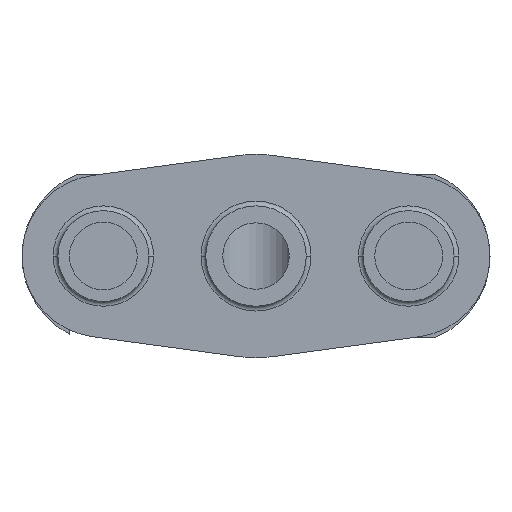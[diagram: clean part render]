
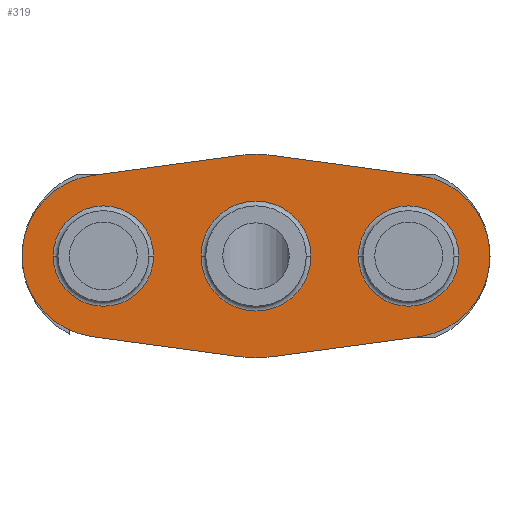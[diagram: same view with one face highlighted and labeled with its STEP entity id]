
A CAD part, front view. The second image highlights one B-rep face of the part: STEP entity #319.
In plain terms, the highlighted planar face has unit normal (0, -1, 0).
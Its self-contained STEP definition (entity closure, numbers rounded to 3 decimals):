
#29 = AXIS2_PLACEMENT_3D ( 'NONE', #1674, #157, #1913 ) ;
#46 = CARTESIAN_POINT ( 'NONE',  ( 14.95, -1.25, 0. ) ) ;
#66 = VECTOR ( 'NONE', #2663, 1000. ) ;
#93 = AXIS2_PLACEMENT_3D ( 'NONE', #869, #2501, #1130 ) ;
#104 = EDGE_CURVE ( 'NONE', #2318, #2853, #747, .T. ) ;
#115 = CARTESIAN_POINT ( 'NONE',  ( 11.25, -1.25, 0. ) ) ;
#157 = DIRECTION ( 'NONE',  ( 0., -1., 0. ) ) ;
#212 = DIRECTION ( 'NONE',  ( 0., 1., 0. ) ) ;
#239 = DIRECTION ( 'NONE',  ( 0., 1., 0. ) ) ;
#249 = EDGE_CURVE ( 'NONE', #1374, #1702, #789, .T. ) ;
#255 = DIRECTION ( 'NONE',  ( 0., 0., -1. ) ) ;
#257 = DIRECTION ( 'NONE',  ( 0., 1., 0. ) ) ;
#270 = CARTESIAN_POINT ( 'NONE',  ( -7.55, -1.25, 0. ) ) ;
#286 = CIRCLE ( 'NONE', #93, 4.05 ) ;
#300 = CIRCLE ( 'NONE', #710, 9. ) ;
#319 = ADVANCED_FACE ( 'NONE', ( #1108, #1282, #3035, #2055 ), #996, .T. ) ;
#333 = EDGE_CURVE ( 'NONE', #2857, #1866, #1015, .T. ) ;
#343 = LINE ( 'NONE', #1272, #393 ) ;
#349 = CIRCLE ( 'NONE', #2347, 6. ) ;
#366 = ORIENTED_EDGE ( 'NONE', *, *, #2361, .F. ) ;
#392 = DIRECTION ( 'NONE',  ( 0., 0., -1. ) ) ;
#393 = VECTOR ( 'NONE', #3098, 1000. ) ;
#420 = CARTESIAN_POINT ( 'NONE',  ( -4.05, -1.25, 0. ) ) ;
#440 = CIRCLE ( 'NONE', #2964, 9. ) ;
#441 = AXIS2_PLACEMENT_3D ( 'NONE', #2829, #1475, #3059 ) ;
#462 = DIRECTION ( 'NONE',  ( 0., -1., 0. ) ) ;
#471 = DIRECTION ( 'NONE',  ( 0., 0., -1. ) ) ;
#474 = EDGE_CURVE ( 'NONE', #1852, #1522, #2537, .T. ) ;
#562 = LINE ( 'NONE', #1516, #574 ) ;
#574 = VECTOR ( 'NONE', #790, 1000. ) ;
#621 = AXIS2_PLACEMENT_3D ( 'NONE', #728, #1950, #471 ) ;
#645 = CARTESIAN_POINT ( 'NONE',  ( 1.211, -1.25, 7.418 ) ) ;
#710 = AXIS2_PLACEMENT_3D ( 'NONE', #1771, #257, #2003 ) ;
#728 = CARTESIAN_POINT ( 'NONE',  ( 0., -1.25, -1.5 ) ) ;
#743 = CARTESIAN_POINT ( 'NONE',  ( -1.211, -1.25, -7.418 ) ) ;
#747 = CIRCLE ( 'NONE', #1357, 3.7 ) ;
#789 = CIRCLE ( 'NONE', #2583, 4.05 ) ;
#790 = DIRECTION ( 'NONE',  ( 0.991, 0., 0.135 ) ) ;
#801 = EDGE_CURVE ( 'NONE', #1358, #2206, #300, .T. ) ;
#818 = CIRCLE ( 'NONE', #1933, 3.7 ) ;
#869 = CARTESIAN_POINT ( 'NONE',  ( 0., -1.25, 0. ) ) ;
#976 = DIRECTION ( 'NONE',  ( 0., -1., 0. ) ) ;
#996 = PLANE ( 'NONE',  #621 ) ;
#1010 = EDGE_CURVE ( 'NONE', #1702, #1374, #286, .T. ) ;
#1015 = CIRCLE ( 'NONE', #441, 6. ) ;
#1021 = CARTESIAN_POINT ( 'NONE',  ( -11.25, -1.25, 0. ) ) ;
#1024 = CIRCLE ( 'NONE', #2819, 9. ) ;
#1031 = ORIENTED_EDGE ( 'NONE', *, *, #1189, .F. ) ;
#1036 = ORIENTED_EDGE ( 'NONE', *, *, #1386, .F. ) ;
#1052 = CARTESIAN_POINT ( 'NONE',  ( -1.211, -1.25, 7.418 ) ) ;
#1077 = VERTEX_POINT ( 'NONE', #2941 ) ;
#1108 = FACE_BOUND ( 'NONE', #2507, .T. ) ;
#1114 = ORIENTED_EDGE ( 'NONE', *, *, #801, .F. ) ;
#1130 = DIRECTION ( 'NONE',  ( 0., 0., -1. ) ) ;
#1136 = DIRECTION ( 'NONE',  ( 0.991, 0., -0.135 ) ) ;
#1161 = VECTOR ( 'NONE', #1136, 1000. ) ;
#1189 = EDGE_CURVE ( 'NONE', #2853, #2318, #3060, .T. ) ;
#1253 = DIRECTION ( 'NONE',  ( 0., 0., -1. ) ) ;
#1272 = CARTESIAN_POINT ( 'NONE',  ( 12.057, -1.25, -5.945 ) ) ;
#1282 = FACE_BOUND ( 'NONE', #2058, .T. ) ;
#1288 = CARTESIAN_POINT ( 'NONE',  ( -1.211, -1.25, -7.418 ) ) ;
#1343 = EDGE_CURVE ( 'NONE', #2546, #1077, #2676, .T. ) ;
#1357 = AXIS2_PLACEMENT_3D ( 'NONE', #115, #1882, #392 ) ;
#1358 = VERTEX_POINT ( 'NONE', #3065 ) ;
#1374 = VERTEX_POINT ( 'NONE', #3077 ) ;
#1386 = EDGE_CURVE ( 'NONE', #1522, #1704, #349, .T. ) ;
#1420 = EDGE_CURVE ( 'NONE', #1866, #1784, #343, .T. ) ;
#1436 = EDGE_LOOP ( 'NONE', ( #2775, #1961, #1036, #2138, #1470, #2918, #2989, #1445, #1114 ) ) ;
#1445 = ORIENTED_EDGE ( 'NONE', *, *, #2152, .F. ) ;
#1470 = ORIENTED_EDGE ( 'NONE', *, *, #2409, .F. ) ;
#1475 = DIRECTION ( 'NONE',  ( 0., 1., 0. ) ) ;
#1516 = CARTESIAN_POINT ( 'NONE',  ( -12.057, -1.25, 5.945 ) ) ;
#1522 = VERTEX_POINT ( 'NONE', #2944 ) ;
#1578 = EDGE_LOOP ( 'NONE', ( #1958, #1747 ) ) ;
#1661 = ORIENTED_EDGE ( 'NONE', *, *, #104, .F. ) ;
#1674 = CARTESIAN_POINT ( 'NONE',  ( 11.25, -1.25, 0. ) ) ;
#1697 = CARTESIAN_POINT ( 'NONE',  ( 1.211, -1.25, -7.418 ) ) ;
#1702 = VERTEX_POINT ( 'NONE', #420 ) ;
#1704 = VERTEX_POINT ( 'NONE', #2137 ) ;
#1725 = CARTESIAN_POINT ( 'NONE',  ( 0., -1.25, 1.5 ) ) ;
#1747 = ORIENTED_EDGE ( 'NONE', *, *, #1010, .F. ) ;
#1754 = CARTESIAN_POINT ( 'NONE',  ( -11.25, -1.25, 0. ) ) ;
#1768 = DIRECTION ( 'NONE',  ( 0., 1., 0. ) ) ;
#1771 = CARTESIAN_POINT ( 'NONE',  ( 0., -1.25, -1.5 ) ) ;
#1784 = VERTEX_POINT ( 'NONE', #1697 ) ;
#1852 = VERTEX_POINT ( 'NONE', #743 ) ;
#1866 = VERTEX_POINT ( 'NONE', #1967 ) ;
#1882 = DIRECTION ( 'NONE',  ( 0., -1., 0. ) ) ;
#1898 = AXIS2_PLACEMENT_3D ( 'NONE', #1021, #2629, #1253 ) ;
#1913 = DIRECTION ( 'NONE',  ( 0., 0., -1. ) ) ;
#1933 = AXIS2_PLACEMENT_3D ( 'NONE', #1941, #462, #2165 ) ;
#1941 = CARTESIAN_POINT ( 'NONE',  ( -11.25, -1.25, 0. ) ) ;
#1950 = DIRECTION ( 'NONE',  ( 0., -1., 0. ) ) ;
#1954 = EDGE_CURVE ( 'NONE', #2482, #1358, #440, .T. ) ;
#1958 = ORIENTED_EDGE ( 'NONE', *, *, #249, .F. ) ;
#1959 = DIRECTION ( 'NONE',  ( 0., 0., -1. ) ) ;
#1961 = ORIENTED_EDGE ( 'NONE', *, *, #2512, .F. ) ;
#1967 = CARTESIAN_POINT ( 'NONE',  ( 12.057, -1.25, -5.945 ) ) ;
#1984 = DIRECTION ( 'NONE',  ( 0., 0., 1. ) ) ;
#2003 = DIRECTION ( 'NONE',  ( 0., 0., -1. ) ) ;
#2055 = FACE_OUTER_BOUND ( 'NONE', #1436, .T. ) ;
#2058 = EDGE_LOOP ( 'NONE', ( #1031, #1661 ) ) ;
#2137 = CARTESIAN_POINT ( 'NONE',  ( -12.057, -1.25, 5.945 ) ) ;
#2138 = ORIENTED_EDGE ( 'NONE', *, *, #474, .F. ) ;
#2152 = EDGE_CURVE ( 'NONE', #2206, #2857, #3096, .T. ) ;
#2165 = DIRECTION ( 'NONE',  ( 0., 0., -1. ) ) ;
#2206 = VERTEX_POINT ( 'NONE', #645 ) ;
#2318 = VERTEX_POINT ( 'NONE', #2370 ) ;
#2347 = AXIS2_PLACEMENT_3D ( 'NONE', #1754, #239, #1984 ) ;
#2361 = EDGE_CURVE ( 'NONE', #1077, #2546, #818, .T. ) ;
#2368 = CARTESIAN_POINT ( 'NONE',  ( 0., -1.25, 0. ) ) ;
#2370 = CARTESIAN_POINT ( 'NONE',  ( 7.55, -1.25, 0. ) ) ;
#2409 = EDGE_CURVE ( 'NONE', #1784, #1852, #1024, .T. ) ;
#2482 = VERTEX_POINT ( 'NONE', #1052 ) ;
#2501 = DIRECTION ( 'NONE',  ( 0., -1., 0. ) ) ;
#2507 = EDGE_LOOP ( 'NONE', ( #2849, #366 ) ) ;
#2512 = EDGE_CURVE ( 'NONE', #1704, #2482, #562, .T. ) ;
#2537 = LINE ( 'NONE', #1288, #66 ) ;
#2546 = VERTEX_POINT ( 'NONE', #270 ) ;
#2583 = AXIS2_PLACEMENT_3D ( 'NONE', #2368, #976, #2585 ) ;
#2585 = DIRECTION ( 'NONE',  ( 0., 0., -1. ) ) ;
#2629 = DIRECTION ( 'NONE',  ( 0., -1., 0. ) ) ;
#2663 = DIRECTION ( 'NONE',  ( -0.991, 0., 0.135 ) ) ;
#2676 = CIRCLE ( 'NONE', #1898, 3.7 ) ;
#2700 = CARTESIAN_POINT ( 'NONE',  ( 12.057, -1.25, 5.945 ) ) ;
#2775 = ORIENTED_EDGE ( 'NONE', *, *, #1954, .F. ) ;
#2819 = AXIS2_PLACEMENT_3D ( 'NONE', #1725, #212, #1959 ) ;
#2829 = CARTESIAN_POINT ( 'NONE',  ( 11.25, -1.25, 0. ) ) ;
#2849 = ORIENTED_EDGE ( 'NONE', *, *, #1343, .F. ) ;
#2853 = VERTEX_POINT ( 'NONE', #46 ) ;
#2857 = VERTEX_POINT ( 'NONE', #2700 ) ;
#2918 = ORIENTED_EDGE ( 'NONE', *, *, #1420, .F. ) ;
#2941 = CARTESIAN_POINT ( 'NONE',  ( -14.95, -1.25, 0. ) ) ;
#2944 = CARTESIAN_POINT ( 'NONE',  ( -12.057, -1.25, -5.945 ) ) ;
#2964 = AXIS2_PLACEMENT_3D ( 'NONE', #3101, #1768, #255 ) ;
#2989 = ORIENTED_EDGE ( 'NONE', *, *, #333, .F. ) ;
#3035 = FACE_BOUND ( 'NONE', #1578, .T. ) ;
#3059 = DIRECTION ( 'NONE',  ( 0., 0., 1. ) ) ;
#3060 = CIRCLE ( 'NONE', #29, 3.7 ) ;
#3065 = CARTESIAN_POINT ( 'NONE',  ( 0., -1.25, 7.5 ) ) ;
#3077 = CARTESIAN_POINT ( 'NONE',  ( 4.05, -1.25, 0. ) ) ;
#3096 = LINE ( 'NONE', #3119, #1161 ) ;
#3098 = DIRECTION ( 'NONE',  ( -0.991, 0., -0.135 ) ) ;
#3101 = CARTESIAN_POINT ( 'NONE',  ( 0., -1.25, -1.5 ) ) ;
#3119 = CARTESIAN_POINT ( 'NONE',  ( 1.211, -1.25, 7.418 ) ) ;
